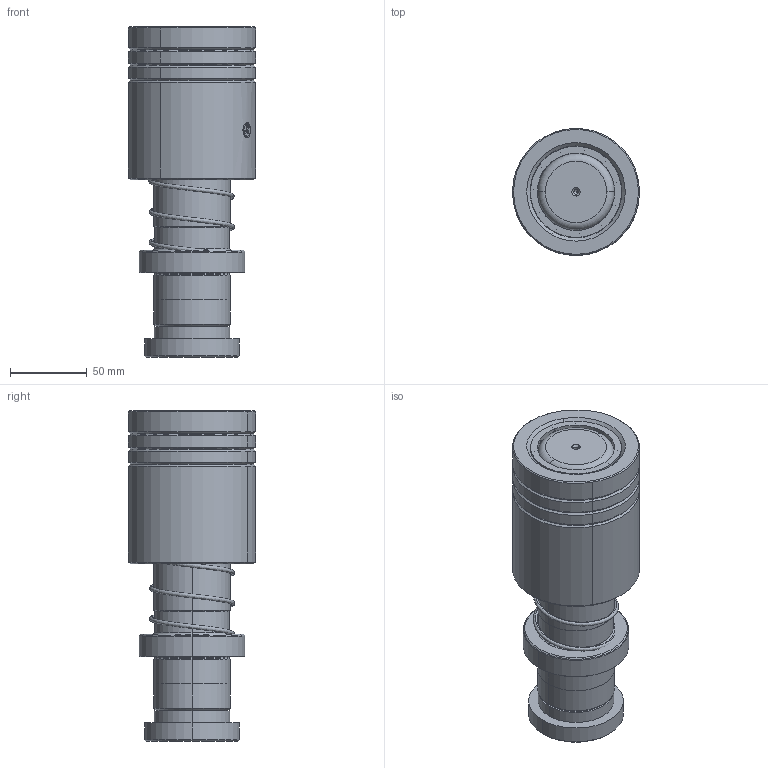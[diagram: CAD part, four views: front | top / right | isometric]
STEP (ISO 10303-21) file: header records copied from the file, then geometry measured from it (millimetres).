
FILE_DESCRIPTION (( 'STEP AP214' ), '1' );
FILE_NAME ('HBSH(HBJH)-D50-L160(BL-100).STEP', '2021-08-16T02:40:33', ( '' ), ( '' ), 'SwSTEP 2.0', 'SolidWorks 2016', '' );
FILE_SCHEMA (( 'AUTOMOTIVE_DESIGN' ));
Length unit declared in the file: millimetre
Products named in the file (257): BALL-D5; BSH-D59.5-50.5-L90郪蚾; BSH-59.5-50.5-L90; HBSH(HBJH)-D50-L160(BL-100); DRP-D50-L160; HWP-D55.7-50.5-L90; DRP蹟簽D50; TBB-D83-d60-L100
Assembly tree (251 placements, depth 3):
  BALL-D5
  BALL-D5
  BALL-D5
  BALL-D5
  BALL-D5
Bounding box: 83 x 83 x 215.81 mm (x, y, z)
Volume: 772810.8 mm3; surface area: 176615.4 mm2
Topology: 247 solids, 247 shells, 1112 faces, 4697 edges, 3114 vertices
Faces by surface type: sphere 968, cylinder 42, cone 40, torus 24, plane 24, bspline 14
Entity records: 48769 total; most frequent: CARTESIAN_POINT 28146, ORIENTED_EDGE 3568, DIRECTION 3152, EDGE_CURVE 1784, AXIS2_PLACEMENT_3D 1525, VERTEX_POINT 1166, EDGE_LOOP 1120, B_SPLINE_CURVE_WITH_KNOTS 1033
